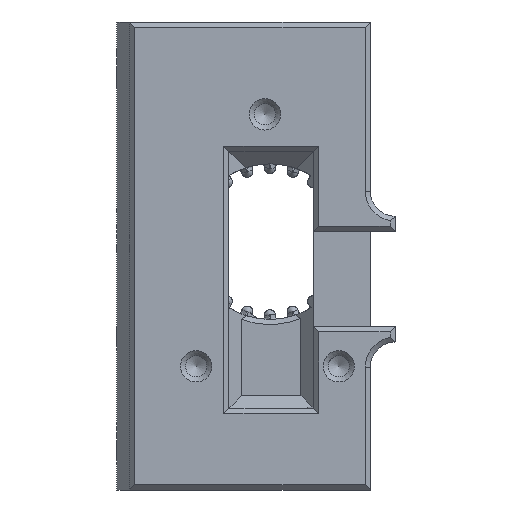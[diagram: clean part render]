
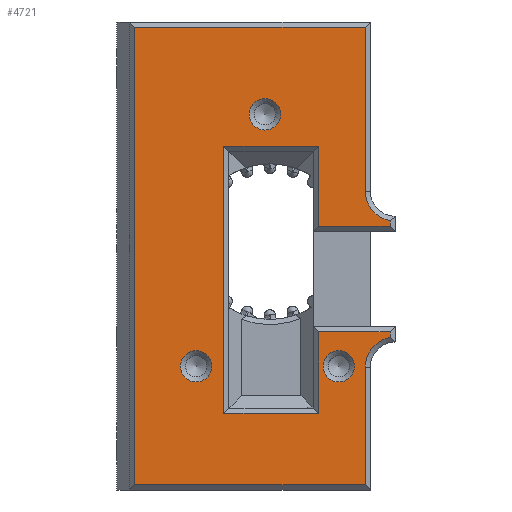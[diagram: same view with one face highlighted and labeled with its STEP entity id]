
A CAD part, front view. The second image highlights one B-rep face of the part: STEP entity #4721.
In plain terms, the highlighted planar face has unit normal (0, -1, 0).
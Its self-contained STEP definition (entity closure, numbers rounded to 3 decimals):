
#685=FACE_BOUND('',#1068,.T.);
#686=FACE_BOUND('',#1069,.T.);
#687=FACE_BOUND('',#1070,.T.);
#754=FACE_OUTER_BOUND('',#1067,.T.);
#1067=EDGE_LOOP('',(#3124,#3125,#3126,#3127,#3128,#3129,#3130,#3131,#3132,
#3133,#3134,#3135,#3136,#3137,#3138,#3139));
#1068=EDGE_LOOP('',(#3140));
#1069=EDGE_LOOP('',(#3141));
#1070=EDGE_LOOP('',(#3142));
#1397=CIRCLE('',#5062,2.4);
#1398=CIRCLE('',#5063,2.4);
#1399=CIRCLE('',#5064,1.25);
#1400=CIRCLE('',#5065,1.25);
#1401=CIRCLE('',#5066,1.25);
#1542=LINE('',#6115,#1706);
#1543=LINE('',#6118,#1707);
#1546=LINE('',#6124,#1710);
#1547=LINE('',#6126,#1711);
#1548=LINE('',#6130,#1712);
#1549=LINE('',#6132,#1713);
#1550=LINE('',#6134,#1714);
#1551=LINE('',#6136,#1715);
#1552=LINE('',#6138,#1716);
#1553=LINE('',#6140,#1717);
#1554=LINE('',#6142,#1718);
#1555=LINE('',#6144,#1719);
#1556=LINE('',#6146,#1720);
#1557=LINE('',#6149,#1721);
#1706=VECTOR('',#5369,10.);
#1707=VECTOR('',#5372,10.);
#1710=VECTOR('',#5377,10.);
#1711=VECTOR('',#5378,10.);
#1712=VECTOR('',#5381,10.);
#1713=VECTOR('',#5382,10.);
#1714=VECTOR('',#5383,10.);
#1715=VECTOR('',#5384,10.);
#1716=VECTOR('',#5385,10.);
#1717=VECTOR('',#5386,10.);
#1718=VECTOR('',#5387,10.);
#1719=VECTOR('',#5388,10.);
#1720=VECTOR('',#5389,10.);
#1721=VECTOR('',#5392,10.);
#1872=VERTEX_POINT('',#6108);
#1875=VERTEX_POINT('',#6113);
#1876=VERTEX_POINT('',#6117);
#1878=VERTEX_POINT('',#6123);
#1879=VERTEX_POINT('',#6125);
#1880=VERTEX_POINT('',#6127);
#1881=VERTEX_POINT('',#6129);
#1882=VERTEX_POINT('',#6131);
#1883=VERTEX_POINT('',#6133);
#1884=VERTEX_POINT('',#6135);
#1885=VERTEX_POINT('',#6137);
#1886=VERTEX_POINT('',#6139);
#1887=VERTEX_POINT('',#6141);
#1888=VERTEX_POINT('',#6143);
#1889=VERTEX_POINT('',#6145);
#1890=VERTEX_POINT('',#6147);
#1891=VERTEX_POINT('',#6150);
#1892=VERTEX_POINT('',#6152);
#1893=VERTEX_POINT('',#6154);
#2345=EDGE_CURVE('',#1875,#1872,#1542,.T.);
#2346=EDGE_CURVE('',#1876,#1872,#1543,.T.);
#2349=EDGE_CURVE('',#1878,#1875,#1546,.T.);
#2350=EDGE_CURVE('',#1879,#1878,#1547,.T.);
#2351=EDGE_CURVE('',#1880,#1879,#1397,.T.);
#2352=EDGE_CURVE('',#1881,#1880,#1548,.T.);
#2353=EDGE_CURVE('',#1882,#1881,#1549,.T.);
#2354=EDGE_CURVE('',#1883,#1882,#1550,.T.);
#2355=EDGE_CURVE('',#1884,#1883,#1551,.T.);
#2356=EDGE_CURVE('',#1885,#1884,#1552,.T.);
#2357=EDGE_CURVE('',#1886,#1885,#1553,.T.);
#2358=EDGE_CURVE('',#1887,#1886,#1554,.T.);
#2359=EDGE_CURVE('',#1888,#1887,#1555,.T.);
#2360=EDGE_CURVE('',#1889,#1888,#1556,.T.);
#2361=EDGE_CURVE('',#1890,#1889,#1398,.T.);
#2362=EDGE_CURVE('',#1876,#1890,#1557,.T.);
#2363=EDGE_CURVE('',#1891,#1891,#1399,.T.);
#2364=EDGE_CURVE('',#1892,#1892,#1400,.T.);
#2365=EDGE_CURVE('',#1893,#1893,#1401,.T.);
#3124=ORIENTED_EDGE('',*,*,#2345,.F.);
#3125=ORIENTED_EDGE('',*,*,#2349,.F.);
#3126=ORIENTED_EDGE('',*,*,#2350,.F.);
#3127=ORIENTED_EDGE('',*,*,#2351,.F.);
#3128=ORIENTED_EDGE('',*,*,#2352,.F.);
#3129=ORIENTED_EDGE('',*,*,#2353,.F.);
#3130=ORIENTED_EDGE('',*,*,#2354,.F.);
#3131=ORIENTED_EDGE('',*,*,#2355,.F.);
#3132=ORIENTED_EDGE('',*,*,#2356,.F.);
#3133=ORIENTED_EDGE('',*,*,#2357,.F.);
#3134=ORIENTED_EDGE('',*,*,#2358,.F.);
#3135=ORIENTED_EDGE('',*,*,#2359,.F.);
#3136=ORIENTED_EDGE('',*,*,#2360,.F.);
#3137=ORIENTED_EDGE('',*,*,#2361,.F.);
#3138=ORIENTED_EDGE('',*,*,#2362,.F.);
#3139=ORIENTED_EDGE('',*,*,#2346,.T.);
#3140=ORIENTED_EDGE('',*,*,#2363,.F.);
#3141=ORIENTED_EDGE('',*,*,#2364,.F.);
#3142=ORIENTED_EDGE('',*,*,#2365,.F.);
#4657=PLANE('',#5061);
#4721=ADVANCED_FACE('',(#754,#685,#686,#687),#4657,.T.);
#5061=AXIS2_PLACEMENT_3D('',#6122,#5375,#5376);
#5062=AXIS2_PLACEMENT_3D('',#6128,#5379,#5380);
#5063=AXIS2_PLACEMENT_3D('',#6148,#5390,#5391);
#5064=AXIS2_PLACEMENT_3D('',#6151,#5393,#5394);
#5065=AXIS2_PLACEMENT_3D('',#6153,#5395,#5396);
#5066=AXIS2_PLACEMENT_3D('',#6155,#5397,#5398);
#5369=DIRECTION('',(0.,0.,1.));
#5372=DIRECTION('',(-1.,0.,0.));
#5375=DIRECTION('center_axis',(0.,-1.,0.));
#5376=DIRECTION('ref_axis',(0.,0.,-1.));
#5377=DIRECTION('',(-1.,0.,0.));
#5378=DIRECTION('',(0.,0.,-1.));
#5379=DIRECTION('center_axis',(0.,-1.,0.));
#5380=DIRECTION('ref_axis',(-0.012,0.,1.));
#5381=DIRECTION('',(0.,0.,-1.));
#5382=DIRECTION('',(1.,0.,0.));
#5383=DIRECTION('',(0.,0.,1.));
#5384=DIRECTION('',(1.,0.,0.));
#5385=DIRECTION('',(0.,0.,-1.));
#5386=DIRECTION('',(-1.,0.,0.));
#5387=DIRECTION('',(0.,0.,1.));
#5388=DIRECTION('',(-1.,0.,0.));
#5389=DIRECTION('',(0.,0.,-1.));
#5390=DIRECTION('center_axis',(0.,-1.,0.));
#5391=DIRECTION('ref_axis',(-0.012,0.,-1.));
#5392=DIRECTION('',(0.,0.,-1.));
#5393=DIRECTION('center_axis',(0.,-1.,0.));
#5394=DIRECTION('ref_axis',(-1.,0.,0.));
#5395=DIRECTION('center_axis',(0.,-1.,0.));
#5396=DIRECTION('ref_axis',(-1.,0.,0.));
#5397=DIRECTION('center_axis',(0.,-1.,0.));
#5398=DIRECTION('ref_axis',(-1.,0.,0.));
#6108=CARTESIAN_POINT('',(-10.8,-14.2,17.11));
#6113=CARTESIAN_POINT('',(-10.8,-14.2,-19.395));
#6115=CARTESIAN_POINT('',(-10.8,-14.2,-0.571));
#6117=CARTESIAN_POINT('',(7.6,-14.2,17.11));
#6118=CARTESIAN_POINT('',(-8.,-14.2,17.11));
#6122=CARTESIAN_POINT('Origin',(0.,-14.2,0.));
#6123=CARTESIAN_POINT('',(7.6,-14.2,-19.395));
#6124=CARTESIAN_POINT('',(4.,-14.2,-19.395));
#6125=CARTESIAN_POINT('',(7.6,-14.2,-9.995));
#6126=CARTESIAN_POINT('',(7.6,-14.2,-6.543));
#6127=CARTESIAN_POINT('',(9.575,-14.2,-7.633));
#6128=CARTESIAN_POINT('Origin',(10.,-14.2,-9.995));
#6129=CARTESIAN_POINT('',(9.575,-14.2,-7.185));
#6130=CARTESIAN_POINT('',(9.575,-14.2,-3.393));
#6131=CARTESIAN_POINT('',(3.875,-14.2,-7.185));
#6132=CARTESIAN_POINT('',(4.,-14.2,-7.185));
#6133=CARTESIAN_POINT('',(3.875,-14.2,-13.685));
#6134=CARTESIAN_POINT('',(3.875,-14.2,3.608));
#6135=CARTESIAN_POINT('',(-3.675,-14.2,-13.685));
#6136=CARTESIAN_POINT('',(-1.388,-14.2,-13.685));
#6137=CARTESIAN_POINT('',(-3.675,-14.2,7.615));
#6138=CARTESIAN_POINT('',(-3.675,-14.2,-6.543));
#6139=CARTESIAN_POINT('',(3.875,-14.2,7.615));
#6140=CARTESIAN_POINT('',(-1.388,-14.2,7.615));
#6141=CARTESIAN_POINT('',(3.875,-14.2,1.215));
#6142=CARTESIAN_POINT('',(3.875,-14.2,3.608));
#6143=CARTESIAN_POINT('',(9.575,-14.2,1.215));
#6144=CARTESIAN_POINT('',(1.488,-14.2,1.215));
#6145=CARTESIAN_POINT('',(9.575,-14.2,1.663));
#6146=CARTESIAN_POINT('',(9.575,-14.2,1.013));
#6147=CARTESIAN_POINT('',(7.6,-14.2,4.025));
#6148=CARTESIAN_POINT('Origin',(10.,-14.2,4.025));
#6149=CARTESIAN_POINT('',(7.6,-14.2,-6.543));
#6150=CARTESIAN_POINT('',(0.85,-14.2,10.15));
#6151=CARTESIAN_POINT('Origin',(-0.4,-14.2,10.15));
#6152=CARTESIAN_POINT('',(6.738,-14.2,-9.935));
#6153=CARTESIAN_POINT('Origin',(5.488,-14.2,-9.935));
#6154=CARTESIAN_POINT('',(-4.638,-14.2,-9.935));
#6155=CARTESIAN_POINT('Origin',(-5.888,-14.2,-9.935));
